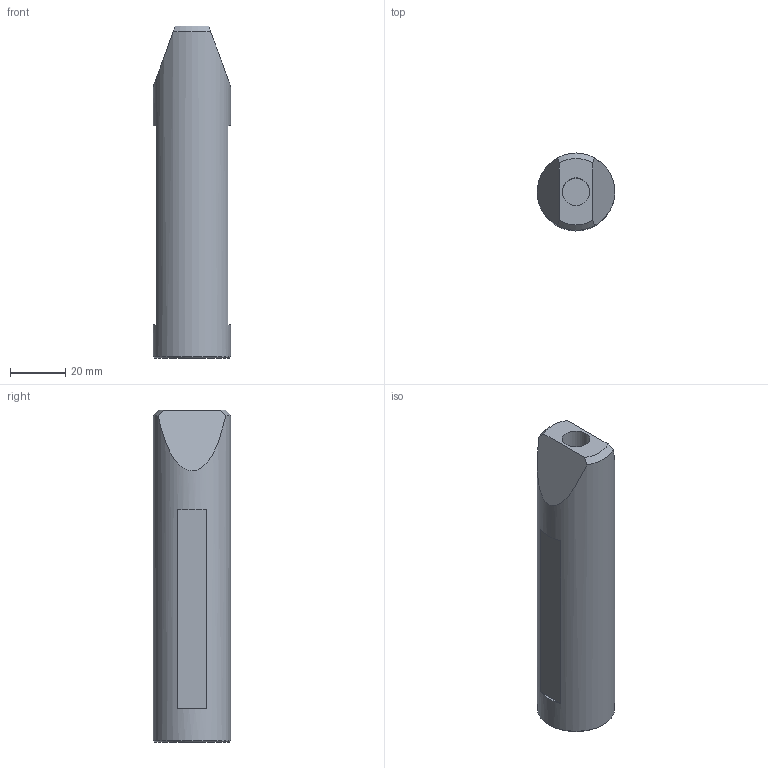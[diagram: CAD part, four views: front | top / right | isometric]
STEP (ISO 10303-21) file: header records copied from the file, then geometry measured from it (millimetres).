
FILE_DESCRIPTION(/* description */ (''),/* implementation_level */ '2;1');
FILE_NAME(/* name */ '987373_stp.stp',/* time_stamp */ '2013-02-08T07:01:53+01:00',/* author */ (''),/* organization */ (''),/* preprocessor_version */ 'ST-DEVELOPER v11',/* originating_system */ 'SIEMENS PLM Software NX 7.5',/* authorisation */ '');
FILE_SCHEMA (('AUTOMOTIVE_DESIGN { 1 0 10303 214 1 1 1 1 }'));
Length unit declared in the file: millimetre
Products named in the file (1): furtAA39w0c9
Bounding box: 28 x 28 x 120 mm (x, y, z)
Volume: 63150.9 mm3; surface area: 14186.9 mm2
Topology: 1 solids, 1 shells, 16 faces, 35 edges, 23 vertices
Faces by surface type: plane 11, cone 3, cylinder 2
Full cylindrical faces by diameter (mm): 10 x1, 28 x1
Entity records: 426 total; most frequent: CARTESIAN_POINT 77, DIRECTION 72, ORIENTED_EDGE 56, AXIS2_PLACEMENT_3D 31, EDGE_CURVE 28, EDGE_LOOP 22, VERTEX_POINT 20, ADVANCED_FACE 16
